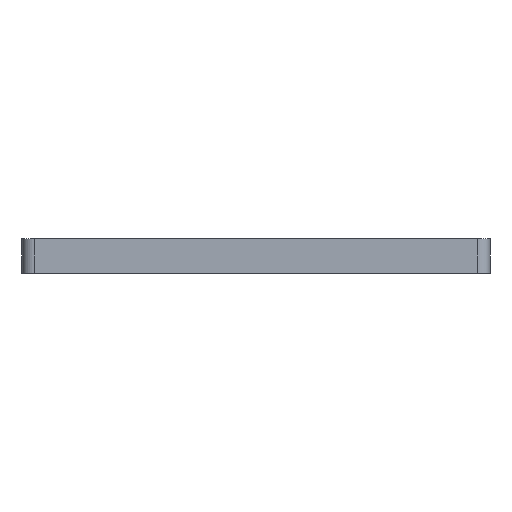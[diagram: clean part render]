
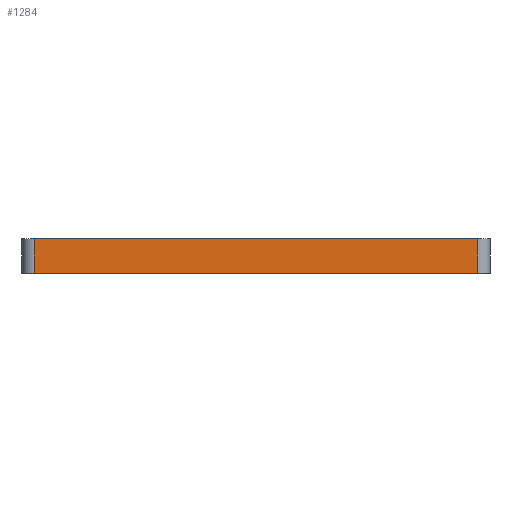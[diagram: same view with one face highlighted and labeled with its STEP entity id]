
A CAD part, left-side view. The second image highlights one B-rep face of the part: STEP entity #1284.
In plain terms, the highlighted planar face has unit normal (-1, 0, 0).
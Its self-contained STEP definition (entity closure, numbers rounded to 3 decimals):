
#49 = DIRECTION ( 'NONE',  ( 0., 0., -1. ) ) ;
#142 = ORIENTED_EDGE ( 'NONE', *, *, #1794, .F. ) ;
#238 = VECTOR ( 'NONE', #806, 1000. ) ;
#295 = VERTEX_POINT ( 'NONE', #1752 ) ;
#311 = PLANE ( 'NONE',  #1668 ) ;
#320 = EDGE_LOOP ( 'NONE', ( #1206, #2034, #1539, #142 ) ) ;
#524 = FACE_OUTER_BOUND ( 'NONE', #320, .T. ) ;
#538 = LINE ( 'NONE', #2078, #2154 ) ;
#712 = DIRECTION ( 'NONE',  ( 0., 0., -1. ) ) ;
#727 = EDGE_CURVE ( 'NONE', #2032, #295, #799, .T. ) ;
#799 = LINE ( 'NONE', #1561, #2249 ) ;
#806 = DIRECTION ( 'NONE',  ( 0., 1., 0. ) ) ;
#970 = VERTEX_POINT ( 'NONE', #1880 ) ;
#1042 = VERTEX_POINT ( 'NONE', #1891 ) ;
#1155 = EDGE_CURVE ( 'NONE', #1042, #295, #1583, .T. ) ;
#1206 = ORIENTED_EDGE ( 'NONE', *, *, #727, .T. ) ;
#1249 = DIRECTION ( 'NONE',  ( 1., 0., 0. ) ) ;
#1284 = ADVANCED_FACE ( 'NONE', ( #524 ), #311, .F. ) ;
#1394 = VECTOR ( 'NONE', #1712, 1000. ) ;
#1401 = EDGE_CURVE ( 'NONE', #970, #1042, #2247, .T. ) ;
#1424 = CARTESIAN_POINT ( 'NONE',  ( -47.5, 35.5, 30. ) ) ;
#1482 = CARTESIAN_POINT ( 'NONE',  ( -47.5, -35.5, 30. ) ) ;
#1539 = ORIENTED_EDGE ( 'NONE', *, *, #1401, .F. ) ;
#1561 = CARTESIAN_POINT ( 'NONE',  ( -47.5, 35.5, 30. ) ) ;
#1583 = LINE ( 'NONE', #1607, #238 ) ;
#1607 = CARTESIAN_POINT ( 'NONE',  ( -47.5, -35.5, 24.5 ) ) ;
#1668 = AXIS2_PLACEMENT_3D ( 'NONE', #1424, #1249, #712 ) ;
#1683 = DIRECTION ( 'NONE',  ( 0., -1., 0. ) ) ;
#1712 = DIRECTION ( 'NONE',  ( 0., 0., -1. ) ) ;
#1752 = CARTESIAN_POINT ( 'NONE',  ( -47.5, 35.5, 24.5 ) ) ;
#1794 = EDGE_CURVE ( 'NONE', #2032, #970, #538, .T. ) ;
#1880 = CARTESIAN_POINT ( 'NONE',  ( -47.5, -35.5, 30. ) ) ;
#1891 = CARTESIAN_POINT ( 'NONE',  ( -47.5, -35.5, 24.5 ) ) ;
#2032 = VERTEX_POINT ( 'NONE', #2189 ) ;
#2034 = ORIENTED_EDGE ( 'NONE', *, *, #1155, .F. ) ;
#2078 = CARTESIAN_POINT ( 'NONE',  ( -47.5, 35.5, 30. ) ) ;
#2154 = VECTOR ( 'NONE', #1683, 1000. ) ;
#2189 = CARTESIAN_POINT ( 'NONE',  ( -47.5, 35.5, 30. ) ) ;
#2247 = LINE ( 'NONE', #1482, #1394 ) ;
#2249 = VECTOR ( 'NONE', #49, 1000. ) ;
